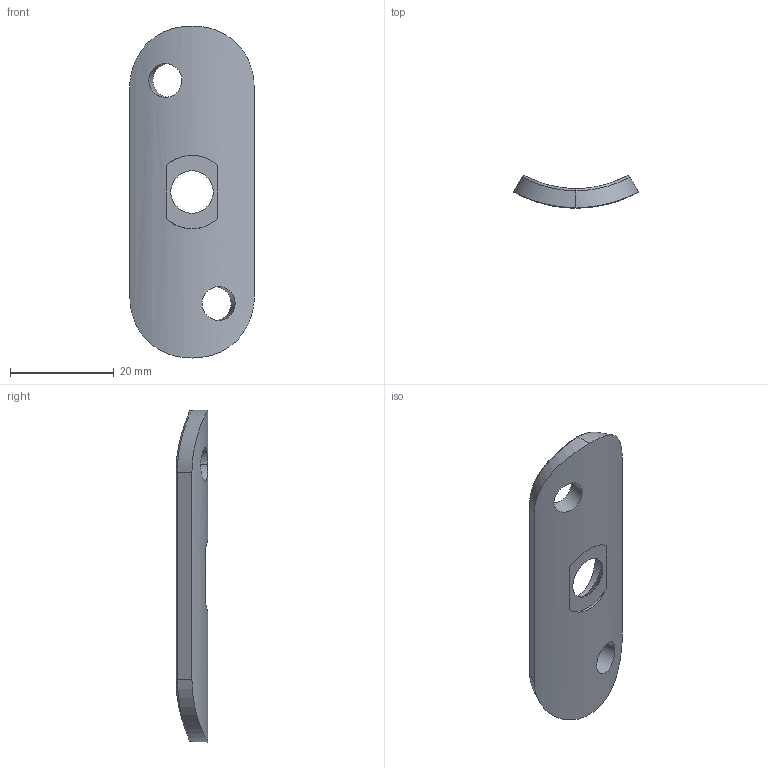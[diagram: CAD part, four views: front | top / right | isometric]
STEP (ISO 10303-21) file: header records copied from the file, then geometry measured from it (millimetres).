
FILE_DESCRIPTION (( 'STEP AP203' ), '1' );
FILE_NAME ('50228-240.step', '2020-07-13T13:06:46', ( '' ), ( '' ), 'SwSTEP 2.0', 'SolidWorks 2018', '' );
FILE_SCHEMA (( 'CONFIG_CONTROL_DESIGN' ));
Length unit declared in the file: millimetre
Products named in the file (1): 50228-240
Bounding box: 24 x 6.15 x 64 mm (x, y, z)
Volume: 4398.2 mm3; surface area: 3266.3 mm2
Topology: 1 solids, 1 shells, 257 faces, 677 edges, 448 vertices
Faces by surface type: bspline 113, plane 98, cylinder 44, cone 2
Entity records: 13531 total; most frequent: CARTESIAN_POINT 7884, ORIENTED_EDGE 1354, DIRECTION 793, EDGE_CURVE 677, VERTEX_POINT 448, VECTOR 313, LINE 313, EDGE_LOOP 289
